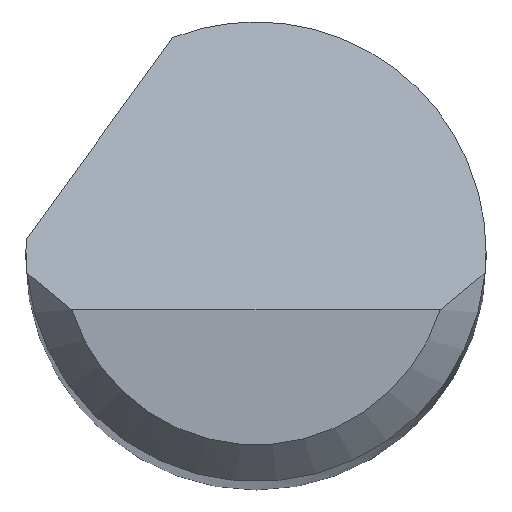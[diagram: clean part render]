
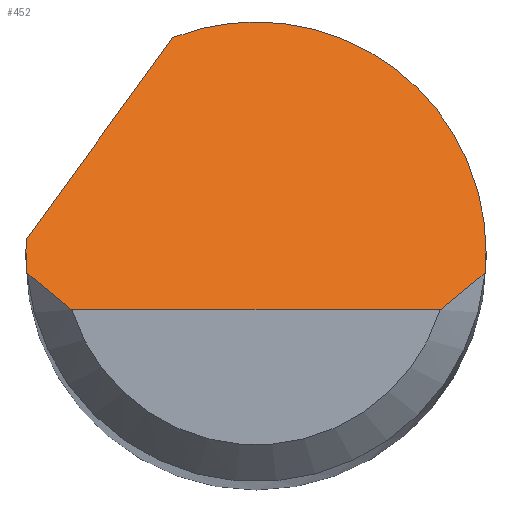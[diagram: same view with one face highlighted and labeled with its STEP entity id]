
A CAD part, top view. The second image highlights one B-rep face of the part: STEP entity #452.
In plain terms, the highlighted planar face has unit normal (0, 0.707, 0.707).
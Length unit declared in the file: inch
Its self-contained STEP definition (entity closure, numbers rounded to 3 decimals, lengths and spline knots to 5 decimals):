
#1 = DIRECTION ( 'NONE',  ( 1., 0., 0. ) ) ;
#2 = CARTESIAN_POINT ( 'NONE',  ( 0.09361, -0.00584, 1.98209 ) ) ;
#7 = DIRECTION ( 'NONE',  ( 0., 0.707, -0.707 ) ) ;
#10 = CARTESIAN_POINT ( 'NONE',  ( -0.09375, -0.02375, 2. ) ) ;
#30 =( BOUNDED_CURVE ( )  B_SPLINE_CURVE ( 3, ( #306, #126, #91, #235 ),
 .UNSPECIFIED., .F., .T. ) 
 B_SPLINE_CURVE_WITH_KNOTS ( ( 4, 4 ),
 ( 4.71239, 4.76575 ),
 .UNSPECIFIED. ) 
 CURVE ( )  GEOMETRIC_REPRESENTATION_ITEM ( )  RATIONAL_B_SPLINE_CURVE ( ( 1., 1., 1., 1. ) ) 
 REPRESENTATION_ITEM ( '' )  );
#33 = CARTESIAN_POINT ( 'NONE',  ( -0.08761, -0.01397, 1.99022 ) ) ;
#52 = CARTESIAN_POINT ( 'NONE',  ( -0.09361, -0.00584, 1.98209 ) ) ;
#55 = VERTEX_POINT ( 'NONE', #280 ) ;
#76 = VERTEX_POINT ( 'NONE', #98 ) ;
#84 = CARTESIAN_POINT ( 'NONE',  ( 0.09375, 0., 1.97625 ) ) ;
#89 = CARTESIAN_POINT ( 'NONE',  ( -0.03394, 0.08739, 1.88886 ) ) ;
#90 = ORIENTED_EDGE ( 'NONE', *, *, #374, .T. ) ;
#91 = CARTESIAN_POINT ( 'NONE',  ( -0.09371, 0.00333, 1.97292 ) ) ;
#98 = CARTESIAN_POINT ( 'NONE',  ( 0.07508, -0.02375, 2. ) ) ;
#114 = EDGE_CURVE ( 'NONE', #218, #55, #409, .T. ) ;
#118 = CARTESIAN_POINT ( 'NONE',  ( -0.09375, 0., 1.97625 ) ) ;
#124 = DIRECTION ( 'NONE',  ( 0., -0.707, -0.707 ) ) ;
#126 = CARTESIAN_POINT ( 'NONE',  ( -0.09375, 0.00167, 1.97458 ) ) ;
#129 = ORIENTED_EDGE ( 'NONE', *, *, #317, .F. ) ;
#133 = EDGE_CURVE ( 'NONE', #76, #55, #191, .T. ) ;
#148 = CARTESIAN_POINT ( 'NONE',  ( 0.09334, -0.00875, 1.985 ) ) ;
#149 = CARTESIAN_POINT ( 'NONE',  ( -0.09362, 0.005, 1.97125 ) ) ;
#154 = CARTESIAN_POINT ( 'NONE',  ( -0.07508, -0.02375, 2. ) ) ;
#157 = CARTESIAN_POINT ( 'NONE',  ( -0.11014, -0.01781, 1.99406 ) ) ;
#177 = CARTESIAN_POINT ( 'NONE',  ( 0.09375, -0.00292, 1.97917 ) ) ;
#180 =( BOUNDED_CURVE ( )  B_SPLINE_CURVE ( 3, ( #228, #52, #198, #347 ),
 .UNSPECIFIED., .F., .T. ) 
 B_SPLINE_CURVE_WITH_KNOTS ( ( 4, 4 ),
 ( 4.61892, 4.71239 ),
 .UNSPECIFIED. ) 
 CURVE ( )  GEOMETRIC_REPRESENTATION_ITEM ( )  RATIONAL_B_SPLINE_CURVE ( ( 1., 0.999, 0.999, 1. ) ) 
 REPRESENTATION_ITEM ( '' )  );
#183 = CARTESIAN_POINT ( 'NONE',  ( -0.08157, -0.019, 1.99525 ) ) ;
#184 = CARTESIAN_POINT ( 'NONE',  ( 0.09375, 0., 1.97625 ) ) ;
#191 = B_SPLINE_CURVE_WITH_KNOTS ( 'NONE', 3,
 ( #253, #221, #395, #256 ),
 .UNSPECIFIED., .F., .F.,
 ( 4, 4 ),
 ( 0., 0.00071 ),
 .UNSPECIFIED. ) ;
#198 = CARTESIAN_POINT ( 'NONE',  ( -0.09375, -0.00292, 1.97917 ) ) ;
#206 = ORIENTED_EDGE ( 'NONE', *, *, #465, .F. ) ;
#208 = B_SPLINE_CURVE_WITH_KNOTS ( 'NONE', 3,
 ( #363, #33, #183, #325 ),
 .UNSPECIFIED., .F., .F.,
 ( 4, 4 ),
 ( 0., 0.00071 ),
 .UNSPECIFIED. ) ;
#218 = VERTEX_POINT ( 'NONE', #470 ) ;
#221 = CARTESIAN_POINT ( 'NONE',  ( 0.08157, -0.019, 1.99525 ) ) ;
#227 = VECTOR ( 'NONE', #453, 39.37008 ) ;
#228 = CARTESIAN_POINT ( 'NONE',  ( -0.09334, -0.00875, 1.985 ) ) ;
#231 = CARTESIAN_POINT ( 'NONE',  ( 0.09375, 0.07266, 1.90359 ) ) ;
#234 = ORIENTED_EDGE ( 'NONE', *, *, #114, .F. ) ;
#235 = CARTESIAN_POINT ( 'NONE',  ( -0.09362, 0.005, 1.97125 ) ) ;
#237 = FACE_OUTER_BOUND ( 'NONE', #312, .T. ) ;
#239 = ORIENTED_EDGE ( 'NONE', *, *, #133, .T. ) ;
#253 = CARTESIAN_POINT ( 'NONE',  ( 0.07508, -0.02375, 2. ) ) ;
#256 = CARTESIAN_POINT ( 'NONE',  ( 0.09334, -0.00875, 1.985 ) ) ;
#268 = PLANE ( 'NONE',  #432 ) ;
#272 = VERTEX_POINT ( 'NONE', #154 ) ;
#280 = CARTESIAN_POINT ( 'NONE',  ( 0.09334, -0.00875, 1.985 ) ) ;
#284 = EDGE_CURVE ( 'NONE', #390, #370, #380, .T. ) ;
#285 = CARTESIAN_POINT ( 'NONE',  ( -0.03394, 0.08739, 1.88886 ) ) ;
#302 = ORIENTED_EDGE ( 'NONE', *, *, #284, .F. ) ;
#306 = CARTESIAN_POINT ( 'NONE',  ( -0.09375, 0., 1.97625 ) ) ;
#310 = VECTOR ( 'NONE', #1, 39.37008 ) ;
#312 = EDGE_LOOP ( 'NONE', ( #90, #239, #234, #129, #302, #206, #447, #454 ) ) ;
#317 = EDGE_CURVE ( 'NONE', #370, #218, #361, .T. ) ;
#325 = CARTESIAN_POINT ( 'NONE',  ( -0.07508, -0.02375, 2. ) ) ;
#347 = CARTESIAN_POINT ( 'NONE',  ( -0.09375, 0., 1.97625 ) ) ;
#350 = VERTEX_POINT ( 'NONE', #118 ) ;
#353 = EDGE_CURVE ( 'NONE', #354, #350, #180, .T. ) ;
#354 = VERTEX_POINT ( 'NONE', #408 ) ;
#361 =( BOUNDED_CURVE ( )  B_SPLINE_CURVE ( 3, ( #89, #405, #231, #84 ),
 .UNSPECIFIED., .F., .T. ) 
 B_SPLINE_CURVE_WITH_KNOTS ( ( 4, 4 ),
 ( 5.91277, 7.85398 ),
 .UNSPECIFIED. ) 
 CURVE ( )  GEOMETRIC_REPRESENTATION_ITEM ( )  RATIONAL_B_SPLINE_CURVE ( ( 1., 0.71, 0.71, 1. ) ) 
 REPRESENTATION_ITEM ( '' )  );
#363 = CARTESIAN_POINT ( 'NONE',  ( -0.09334, -0.00875, 1.985 ) ) ;
#370 = VERTEX_POINT ( 'NONE', #285 ) ;
#374 = EDGE_CURVE ( 'NONE', #272, #76, #436, .T. ) ;
#380 = LINE ( 'NONE', #157, #227 ) ;
#390 = VERTEX_POINT ( 'NONE', #149 ) ;
#395 = CARTESIAN_POINT ( 'NONE',  ( 0.08761, -0.01397, 1.99022 ) ) ;
#405 = CARTESIAN_POINT ( 'NONE',  ( 0.03379, 0.11369, 1.86256 ) ) ;
#408 = CARTESIAN_POINT ( 'NONE',  ( -0.09334, -0.00875, 1.985 ) ) ;
#409 =( BOUNDED_CURVE ( )  B_SPLINE_CURVE ( 3, ( #184, #177, #2, #148 ),
 .UNSPECIFIED., .F., .T. ) 
 B_SPLINE_CURVE_WITH_KNOTS ( ( 4, 4 ),
 ( 1.5708, 1.66427 ),
 .UNSPECIFIED. ) 
 CURVE ( )  GEOMETRIC_REPRESENTATION_ITEM ( )  RATIONAL_B_SPLINE_CURVE ( ( 1., 0.999, 0.999, 1. ) ) 
 REPRESENTATION_ITEM ( '' )  );
#429 = EDGE_CURVE ( 'NONE', #354, #272, #208, .T. ) ;
#432 = AXIS2_PLACEMENT_3D ( 'NONE', #10, #124, #7 ) ;
#436 = LINE ( 'NONE', #443, #310 ) ;
#443 = CARTESIAN_POINT ( 'NONE',  ( 0., -0.02375, 2. ) ) ;
#447 = ORIENTED_EDGE ( 'NONE', *, *, #353, .F. ) ;
#452 = ADVANCED_FACE ( 'NONE', ( #237 ), #268, .F. ) ;
#453 = DIRECTION ( 'NONE',  ( 0.456, 0.629, -0.629 ) ) ;
#454 = ORIENTED_EDGE ( 'NONE', *, *, #429, .T. ) ;
#465 = EDGE_CURVE ( 'NONE', #350, #390, #30, .T. ) ;
#470 = CARTESIAN_POINT ( 'NONE',  ( 0.09375, 0., 1.97625 ) ) ;
